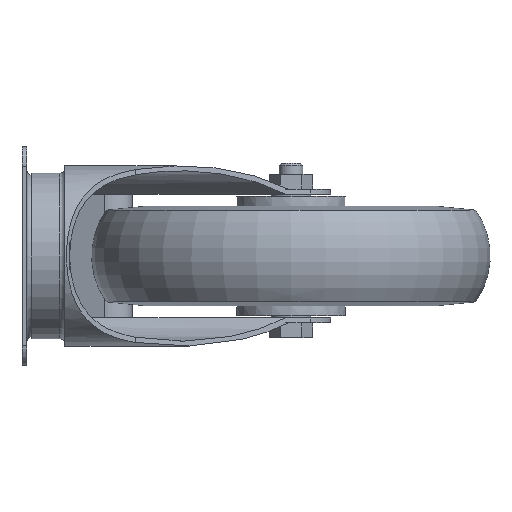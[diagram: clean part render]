
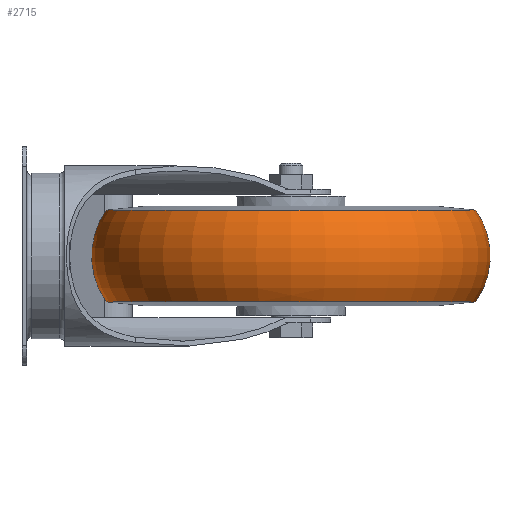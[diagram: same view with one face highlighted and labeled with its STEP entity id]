
A CAD part, left-side view. The second image highlights one B-rep face of the part: STEP entity #2715.
In plain terms, the highlighted toroidal (fillet/blend) face has major radius 60 mm and minor radius 40 mm.
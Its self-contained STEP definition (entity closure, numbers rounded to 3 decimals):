
#20=TOROIDAL_SURFACE('',#2961,60.,40.);
#147=CIRCLE('',#2960,92.726);
#148=CIRCLE('',#2962,92.726);
#577=ORIENTED_EDGE('',*,*,#1218,.T.);
#578=ORIENTED_EDGE('',*,*,#1219,.F.);
#1218=EDGE_CURVE('',#1545,#1545,#147,.T.);
#1219=EDGE_CURVE('',#1546,#1546,#148,.T.);
#1545=VERTEX_POINT('',#4465);
#1546=VERTEX_POINT('',#4468);
#2241=EDGE_LOOP('',(#577));
#2242=EDGE_LOOP('',(#578));
#2433=FACE_BOUND('',#2241,.T.);
#2434=FACE_BOUND('',#2242,.T.);
#2715=ADVANCED_FACE('',(#2433,#2434),#20,.T.);
#2960=AXIS2_PLACEMENT_3D('',#4464,#3557,#3558);
#2961=AXIS2_PLACEMENT_3D('',#4466,#3559,#3560);
#2962=AXIS2_PLACEMENT_3D('',#4467,#3561,#3562);
#3557=DIRECTION('',(0.,0.,-1.));
#3558=DIRECTION('',(-1.,0.,0.));
#3559=DIRECTION('',(0.,0.,-1.));
#3560=DIRECTION('',(-1.,0.,0.));
#3561=DIRECTION('',(0.,0.,-1.));
#3562=DIRECTION('',(-1.,0.,0.));
#4464=CARTESIAN_POINT('',(0.,0.,23.));
#4465=CARTESIAN_POINT('',(-92.726,0.,23.));
#4466=CARTESIAN_POINT('',(0.,0.,0.));
#4467=CARTESIAN_POINT('',(0.,0.,-23.));
#4468=CARTESIAN_POINT('',(-92.726,0.,-23.));
